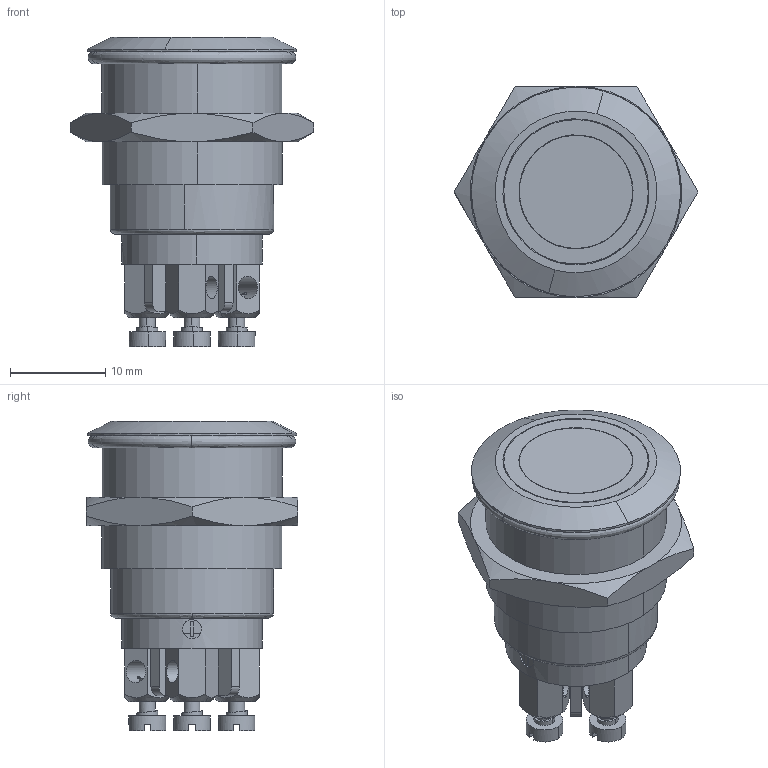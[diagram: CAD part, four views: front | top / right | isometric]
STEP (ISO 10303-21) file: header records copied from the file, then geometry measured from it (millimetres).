
FILE_DESCRIPTION(('STEP AP242'),'1');
FILE_NAME('mpi002-term-col.stp','2023-09-15T12:58:56',('TraceParts'),('TraceParts S.A.'),'Spatial InterOp 3D',' ',' ');
FILE_SCHEMA(('AP242_MANAGED_MODEL_BASED_3D_ENGINEERING_MIM_LF {1 0 10303 442 1 1 4}'));
Length unit declared in the file: millimetre
Products named in the file (1): mpi002-term-col_1
Bounding box: 25.66 x 22.23 x 32.54 mm (x, y, z)
Volume: 4928.1 mm3; surface area: 7089.8 mm2
Topology: 3 solids, 3 shells, 665 faces, 1962 edges, 1354 vertices
Faces by surface type: plane 446, cylinder 145, cone 54, bspline 20
Entity records: 30495 total; most frequent: CARTESIAN_POINT 6546, DIRECTION 3917, ORIENTED_EDGE 3916, EDGE_CURVE 1958, AXIS2_PLACEMENT_3D 1449, VERTEX_POINT 1358, LINE 1019, VECTOR 1019
